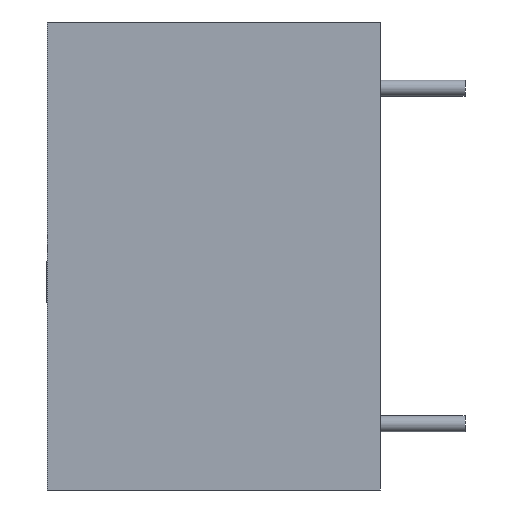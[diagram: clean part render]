
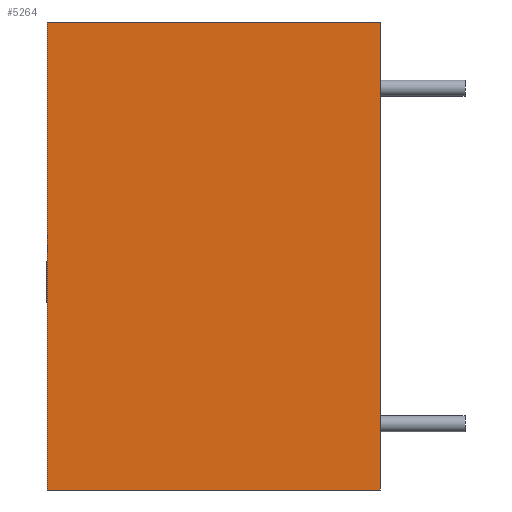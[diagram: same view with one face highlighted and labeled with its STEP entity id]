
A CAD part, left-side view. The second image highlights one B-rep face of the part: STEP entity #5264.
In plain terms, the highlighted planar face has unit normal (-1, 0, 0).
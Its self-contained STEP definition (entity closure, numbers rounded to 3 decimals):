
#61 = DIRECTION ( 'NONE',  ( 1., 0., 0. ) ) ;
#125 = LINE ( 'NONE', #5296, #7149 ) ;
#209 = CARTESIAN_POINT ( 'NONE',  ( -8.85, 12.6, 8.85 ) ) ;
#228 = VECTOR ( 'NONE', #11501, 1000. ) ;
#429 = AXIS2_PLACEMENT_3D ( 'NONE', #8979, #61, #7075 ) ;
#505 = CARTESIAN_POINT ( 'NONE',  ( -8.85, 12.6, 8.85 ) ) ;
#1280 = DIRECTION ( 'NONE',  ( 0., 0., 1. ) ) ;
#1287 = ORIENTED_EDGE ( 'NONE', *, *, #5377, .F. ) ;
#1898 = ORIENTED_EDGE ( 'NONE', *, *, #9536, .T. ) ;
#2024 = LINE ( 'NONE', #3051, #7019 ) ;
#2864 = LINE ( 'NONE', #505, #228 ) ;
#3051 = CARTESIAN_POINT ( 'NONE',  ( -8.85, 12.6, -8.85 ) ) ;
#4149 = CARTESIAN_POINT ( 'NONE',  ( -8.85, 0., 8.85 ) ) ;
#5123 = DIRECTION ( 'NONE',  ( 0., -1., 0. ) ) ;
#5264 = ADVANCED_FACE ( 'NONE', ( #8795 ), #11878, .F. ) ;
#5296 = CARTESIAN_POINT ( 'NONE',  ( -8.85, 0., 8.85 ) ) ;
#5377 = EDGE_CURVE ( 'NONE', #7254, #11174, #2864, .T. ) ;
#5557 = EDGE_LOOP ( 'NONE', ( #1898, #12872, #1287, #8411 ) ) ;
#5858 = VERTEX_POINT ( 'NONE', #11427 ) ;
#6051 = EDGE_CURVE ( 'NONE', #11174, #7901, #9394, .T. ) ;
#7019 = VECTOR ( 'NONE', #5123, 1000. ) ;
#7075 = DIRECTION ( 'NONE',  ( 0., 0., -1. ) ) ;
#7149 = VECTOR ( 'NONE', #1280, 1000. ) ;
#7254 = VERTEX_POINT ( 'NONE', #9021 ) ;
#7901 = VERTEX_POINT ( 'NONE', #4149 ) ;
#8411 = ORIENTED_EDGE ( 'NONE', *, *, #12828, .T. ) ;
#8795 = FACE_OUTER_BOUND ( 'NONE', #5557, .T. ) ;
#8867 = DIRECTION ( 'NONE',  ( 0., -1., 0. ) ) ;
#8979 = CARTESIAN_POINT ( 'NONE',  ( -8.85, 12.6, 8.85 ) ) ;
#9021 = CARTESIAN_POINT ( 'NONE',  ( -8.85, 12.6, -8.85 ) ) ;
#9394 = LINE ( 'NONE', #11851, #11750 ) ;
#9536 = EDGE_CURVE ( 'NONE', #5858, #7901, #125, .T. ) ;
#11174 = VERTEX_POINT ( 'NONE', #209 ) ;
#11427 = CARTESIAN_POINT ( 'NONE',  ( -8.85, 0., -8.85 ) ) ;
#11501 = DIRECTION ( 'NONE',  ( 0., 0., 1. ) ) ;
#11750 = VECTOR ( 'NONE', #8867, 1000. ) ;
#11851 = CARTESIAN_POINT ( 'NONE',  ( -8.85, 12.6, 8.85 ) ) ;
#11878 = PLANE ( 'NONE',  #429 ) ;
#12828 = EDGE_CURVE ( 'NONE', #7254, #5858, #2024, .T. ) ;
#12872 = ORIENTED_EDGE ( 'NONE', *, *, #6051, .F. ) ;
